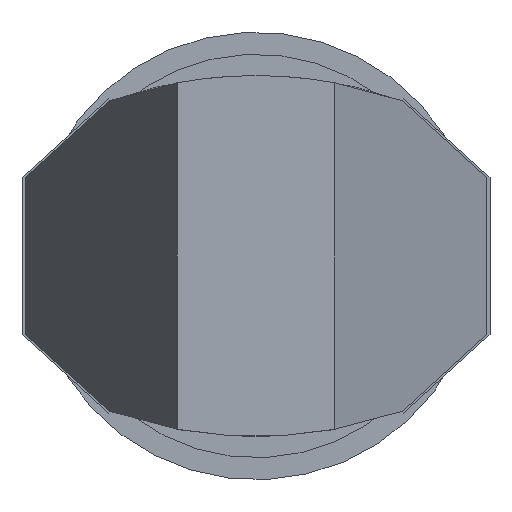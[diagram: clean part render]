
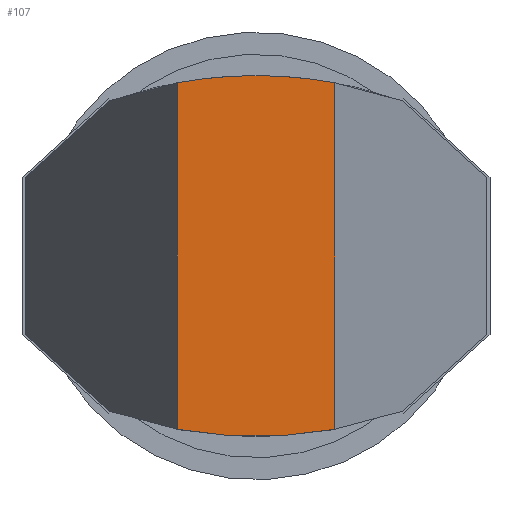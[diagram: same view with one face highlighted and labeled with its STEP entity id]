
A CAD part, front view. The second image highlights one B-rep face of the part: STEP entity #107.
In plain terms, the highlighted planar face has unit normal (0, -1, 0).
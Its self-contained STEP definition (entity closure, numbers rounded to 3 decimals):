
#18 = VERTEX_POINT ( 'NONE', #2727 ) ;
#19 = CARTESIAN_POINT ( 'NONE',  ( 1.27, -5.461, 0. ) ) ;
#107 = ADVANCED_FACE ( 'NONE', ( #266 ), #1607, .T. ) ;
#206 = CARTESIAN_POINT ( 'NONE',  ( 0., -5.461, -4.163 ) ) ;
#264 = AXIS2_PLACEMENT_3D ( 'NONE', #206, #2155, #498 ) ;
#266 = FACE_OUTER_BOUND ( 'NONE', #1151, .T. ) ;
#329 = DIRECTION ( 'NONE',  ( 0., 0., 1. ) ) ;
#352 = CARTESIAN_POINT ( 'NONE',  ( -1.27, -5.461, 2.803 ) ) ;
#418 = ORIENTED_EDGE ( 'NONE', *, *, #3358, .T. ) ;
#498 = DIRECTION ( 'NONE',  ( 0., 0., -1. ) ) ;
#943 = LINE ( 'NONE', #19, #2834 ) ;
#952 = DIRECTION ( 'NONE',  ( 0., -1., 0. ) ) ;
#994 = CARTESIAN_POINT ( 'NONE',  ( 0., -5.461, -4.163 ) ) ;
#1128 = CARTESIAN_POINT ( 'NONE',  ( 1.27, -5.461, -2.803 ) ) ;
#1151 = EDGE_LOOP ( 'NONE', ( #418, #2284, #1548, #2293, #2448 ) ) ;
#1170 = EDGE_CURVE ( 'NONE', #2159, #2324, #943, .T. ) ;
#1239 = DIRECTION ( 'NONE',  ( 0., 0., -1. ) ) ;
#1346 = AXIS2_PLACEMENT_3D ( 'NONE', #2641, #952, #2929 ) ;
#1374 = VERTEX_POINT ( 'NONE', #1670 ) ;
#1514 = CIRCLE ( 'NONE', #264, 7.081 ) ;
#1544 = CARTESIAN_POINT ( 'NONE',  ( -1.27, -5.461, 0. ) ) ;
#1548 = ORIENTED_EDGE ( 'NONE', *, *, #2043, .F. ) ;
#1607 = PLANE ( 'NONE',  #2569 ) ;
#1670 = CARTESIAN_POINT ( 'NONE',  ( 0., -5.461, 2.918 ) ) ;
#1674 = CARTESIAN_POINT ( 'NONE',  ( 1.27, -5.461, 2.803 ) ) ;
#1691 = DIRECTION ( 'NONE',  ( 0., 1., 0. ) ) ;
#1827 = EDGE_CURVE ( 'NONE', #18, #2102, #3463, .T. ) ;
#1867 = DIRECTION ( 'NONE',  ( 0., 0., -1. ) ) ;
#1899 = AXIS2_PLACEMENT_3D ( 'NONE', #994, #1691, #1239 ) ;
#2043 = EDGE_CURVE ( 'NONE', #1374, #2324, #2417, .T. ) ;
#2102 = VERTEX_POINT ( 'NONE', #352 ) ;
#2155 = DIRECTION ( 'NONE',  ( 0., 1., 0. ) ) ;
#2159 = VERTEX_POINT ( 'NONE', #1128 ) ;
#2284 = ORIENTED_EDGE ( 'NONE', *, *, #1170, .T. ) ;
#2293 = ORIENTED_EDGE ( 'NONE', *, *, #3481, .F. ) ;
#2324 = VERTEX_POINT ( 'NONE', #1674 ) ;
#2417 = CIRCLE ( 'NONE', #1899, 7.081 ) ;
#2448 = ORIENTED_EDGE ( 'NONE', *, *, #1827, .F. ) ;
#2450 = CIRCLE ( 'NONE', #1346, 7.081 ) ;
#2569 = AXIS2_PLACEMENT_3D ( 'NONE', #2946, #3551, #1867 ) ;
#2641 = CARTESIAN_POINT ( 'NONE',  ( 0., -5.461, 4.163 ) ) ;
#2727 = CARTESIAN_POINT ( 'NONE',  ( -1.27, -5.461, -2.803 ) ) ;
#2834 = VECTOR ( 'NONE', #3485, 1000. ) ;
#2929 = DIRECTION ( 'NONE',  ( 0., 0., -1. ) ) ;
#2946 = CARTESIAN_POINT ( 'NONE',  ( 0., -5.461, 0. ) ) ;
#3358 = EDGE_CURVE ( 'NONE', #18, #2159, #2450, .T. ) ;
#3374 = VECTOR ( 'NONE', #329, 1000. ) ;
#3463 = LINE ( 'NONE', #1544, #3374 ) ;
#3481 = EDGE_CURVE ( 'NONE', #2102, #1374, #1514, .T. ) ;
#3485 = DIRECTION ( 'NONE',  ( 0., 0., 1. ) ) ;
#3551 = DIRECTION ( 'NONE',  ( 0., -1., 0. ) ) ;
